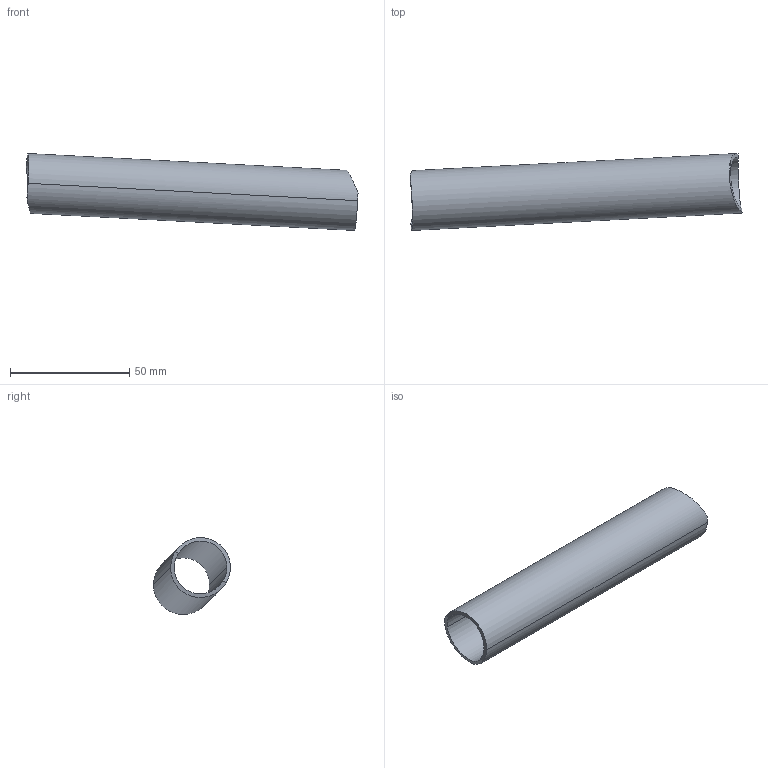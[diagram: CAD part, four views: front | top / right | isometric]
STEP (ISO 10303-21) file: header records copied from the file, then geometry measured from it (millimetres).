
FILE_DESCRIPTION(('CATIA V5 STEP Exchange'),'2;1');
FILE_NAME('42.stp','2021-12-12T18:04:30+00:00',('none'),('none'),'CATIA Version 5 Release 19 SP 2 (IN-10)','CATIA V5 STEP AP203','none');
FILE_SCHEMA(('CONFIG_CONTROL_DESIGN'));
Length unit declared in the file: millimetre
Products named in the file (1): Shape_046
Bounding box: 139.08 x 32.21 x 32.21 mm (x, y, z)
Volume: 15069.3 mm3; surface area: 20322.5 mm2
Topology: 1 solids, 1 shells, 9 faces, 27 edges, 18 vertices
Faces by surface type: cylinder 5, plane 4
Entity records: 425 total; most frequent: CARTESIAN_POINT 153, ORIENTED_EDGE 54, DIRECTION 35, EDGE_CURVE 27, AXIS2_PLACEMENT_3D 19, VERTEX_POINT 18, B_SPLINE_CURVE_WITH_KNOTS 10, ADVANCED_FACE 9
